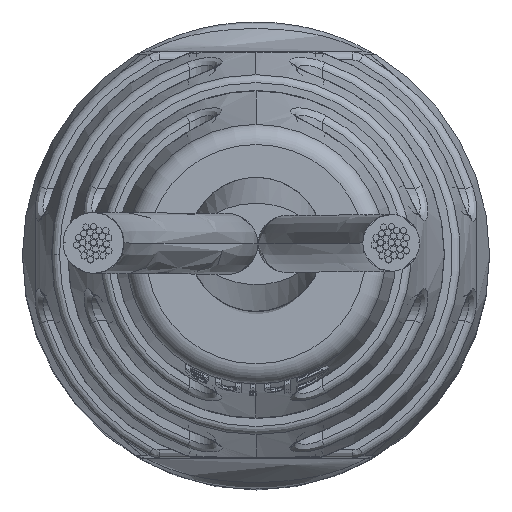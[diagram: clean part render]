
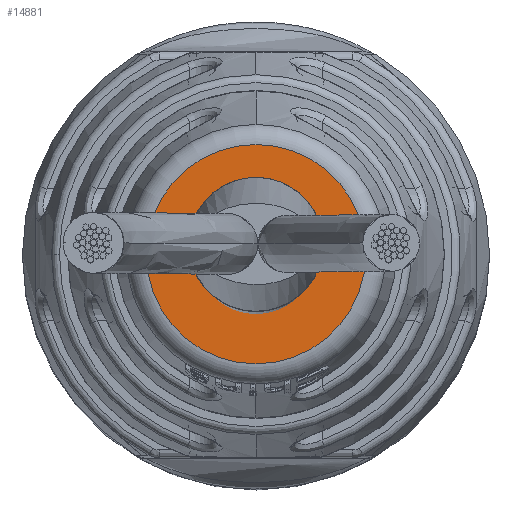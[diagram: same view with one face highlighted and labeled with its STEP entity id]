
A CAD part, top view. The second image highlights one B-rep face of the part: STEP entity #14881.
In plain terms, the highlighted face is planar.
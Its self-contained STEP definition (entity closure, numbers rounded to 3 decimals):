
#203 = CARTESIAN_POINT ( 'NONE',  ( 35., 0., 0. ) ) ;
#540 = ORIENTED_EDGE ( 'NONE', *, *, #19732, .T. ) ;
#588 = DIRECTION ( 'NONE',  ( 1., 0., 0. ) ) ;
#1515 = DIRECTION ( 'NONE',  ( -1., 0., 0. ) ) ;
#3729 = EDGE_LOOP ( 'NONE', ( #9539, #540 ) ) ;
#4827 = CIRCLE ( 'NONE', #10522, 2.7 ) ;
#5505 = DIRECTION ( 'NONE',  ( 0., 0., 1. ) ) ;
#5604 = VERTEX_POINT ( 'NONE', #10403 ) ;
#7777 = DIRECTION ( 'NONE',  ( 0., 0., 1. ) ) ;
#9539 = ORIENTED_EDGE ( 'NONE', *, *, #16557, .T. ) ;
#9692 = VERTEX_POINT ( 'NONE', #19756 ) ;
#10403 = CARTESIAN_POINT ( 'NONE',  ( 35., 0., 2.7 ) ) ;
#10522 = AXIS2_PLACEMENT_3D ( 'NONE', #203, #588, #21924 ) ;
#11664 = AXIS2_PLACEMENT_3D ( 'NONE', #26511, #1515, #7777 ) ;
#11760 = CARTESIAN_POINT ( 'NONE',  ( 35., 0., 0. ) ) ;
#14881 = ADVANCED_FACE ( 'NONE', ( #24728 ), #26370, .F. ) ;
#16500 = AXIS2_PLACEMENT_3D ( 'NONE', #11760, #22633, #5505 ) ;
#16557 = EDGE_CURVE ( 'NONE', #5604, #9692, #24344, .T. ) ;
#19732 = EDGE_CURVE ( 'NONE', #9692, #5604, #4827, .T. ) ;
#19756 = CARTESIAN_POINT ( 'NONE',  ( 35., 0., -2.7 ) ) ;
#21924 = DIRECTION ( 'NONE',  ( 0., 0., 1. ) ) ;
#22633 = DIRECTION ( 'NONE',  ( 1., 0., 0. ) ) ;
#24344 = CIRCLE ( 'NONE', #16500, 2.7 ) ;
#24728 = FACE_OUTER_BOUND ( 'NONE', #3729, .T. ) ;
#26370 = PLANE ( 'NONE',  #11664 ) ;
#26511 = CARTESIAN_POINT ( 'NONE',  ( 35., 0., 0. ) ) ;
